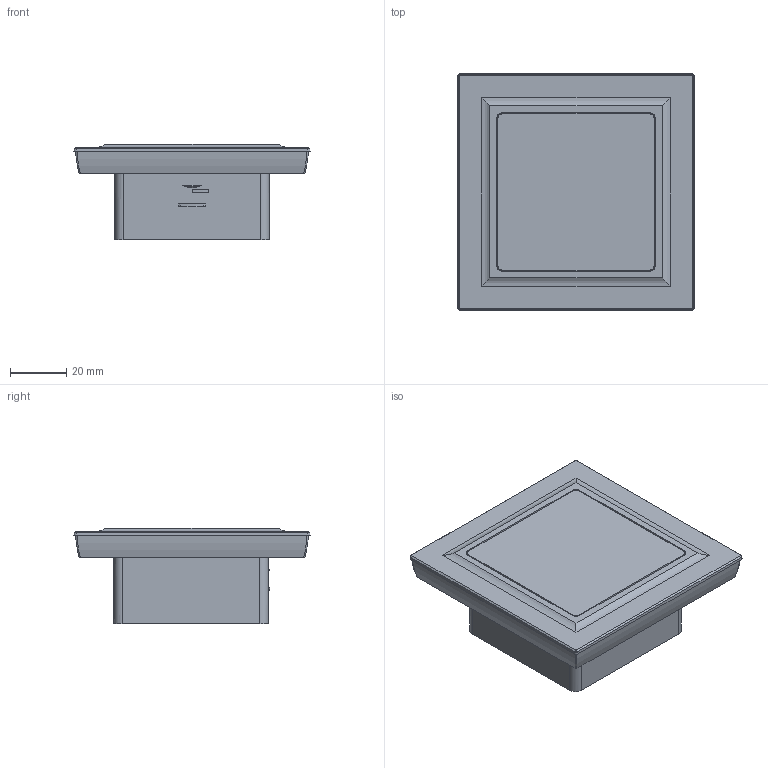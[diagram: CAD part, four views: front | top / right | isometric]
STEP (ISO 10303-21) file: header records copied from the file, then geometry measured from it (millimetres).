
FILE_DESCRIPTION (( 'STEP AP214' ), '1' );
FILE_NAME ('諘蜱齁罻.STEP', '2025-04-02T12:31:11', ( '' ), ( '' ), 'SwSTEP 2.0', 'SolidWorks 2022', '' );
FILE_SCHEMA (( 'AUTOMOTIVE_DESIGN' ));
Length unit declared in the file: millimetre
Products named in the file (1): заглушка
Bounding box: 84.1 x 84.1 x 34.06 mm (x, y, z)
Volume: 133857.7 mm3; surface area: 33530.2 mm2
Topology: 1 solids, 11 shells, 599 faces, 1660 edges, 1098 vertices
Faces by surface type: plane 352, cylinder 181, cone 36, bspline 16, torus 14
Entity records: 22234 total; most frequent: CARTESIAN_POINT 6439, ORIENTED_EDGE 3320, DIRECTION 3049, EDGE_CURVE 1660, VERTEX_POINT 1098, LINE 1043, VECTOR 1043, AXIS2_PLACEMENT_3D 1003
